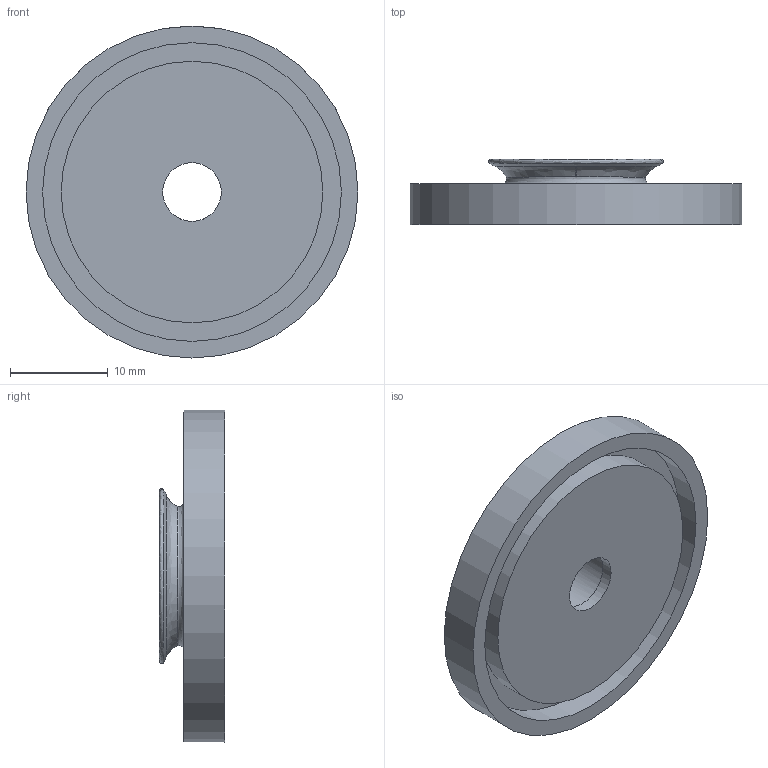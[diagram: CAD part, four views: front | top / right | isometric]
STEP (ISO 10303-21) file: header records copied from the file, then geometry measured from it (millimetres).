
FILE_DESCRIPTION(/* description */ (''),/* implementation_level */ '2;1');
FILE_NAME(/* name */ 'Mechanically-loaded SSuPerForM Platen (1).step',/* time_stamp */ '2022-10-12T09:06:19-04:00',/* author */ (''),/* organization */ (''),/* preprocessor_version */ 'ST-DEVELOPER v19',/* originating_system */ 'Autodesk Translation Framework v11.7.0.108',/* authorisation */ '');
FILE_SCHEMA (('AUTOMOTIVE_DESIGN { 1 0 10303 214 3 1 1 }'));
Length unit declared in the file: millimetre
Products named in the file (1): Mechanically-loaded SSuPerForM Platen (1)
Bounding box: 34 x 6.69 x 34 mm (x, y, z)
Volume: 3544.7 mm3; surface area: 3198.4 mm2
Topology: 1 solids, 3 shells, 625 faces, 1712 edges, 1140 vertices
Faces by surface type: bspline 370, plane 244, cylinder 7, cone 4
Full cylindrical faces by diameter (mm): 6 x1, 7 x1, 26.8 x1, 30.6 x1, 34 x1
Entity records: 23633 total; most frequent: CARTESIAN_POINT 10274, ORIENTED_EDGE 3424, EDGE_CURVE 1712, DIRECTION 1519, VERTEX_POINT 1140, LINE 937, VECTOR 937, B_SPLINE_CURVE_WITH_KNOTS 739
